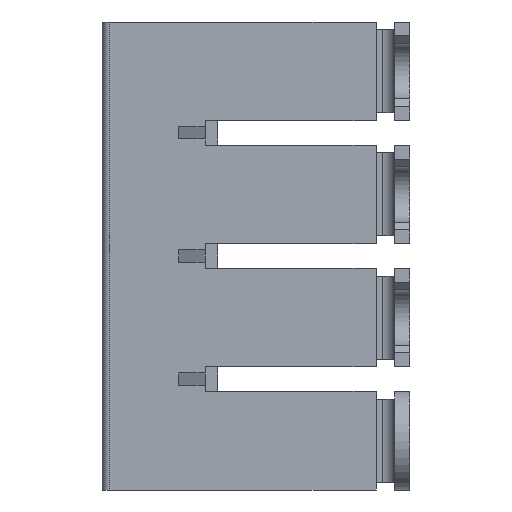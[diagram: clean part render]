
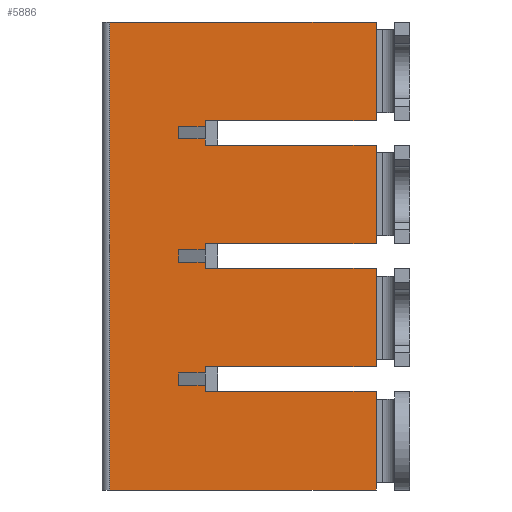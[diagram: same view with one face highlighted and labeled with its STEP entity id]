
A CAD part, left-side view. The second image highlights one B-rep face of the part: STEP entity #5886.
In plain terms, the highlighted face is planar.
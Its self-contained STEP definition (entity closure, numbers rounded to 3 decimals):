
#3955=DIRECTION('',(0.,0.,-1.));
#3956=VECTOR('',#3955,10.3);
#3957=CARTESIAN_POINT('',(3.2,-1.8,11.5));
#3958=LINE('',#3957,#3956);
#3969=DIRECTION('',(0.,0.,-1.));
#3970=VECTOR('',#3969,1.732);
#3971=CARTESIAN_POINT('',(4.4,-1.8,14.032));
#3972=LINE('',#3971,#3970);
#3976=DIRECTION('',(1.,0.,0.));
#3977=VECTOR('',#3976,6.4);
#3978=CARTESIAN_POINT('',(-3.2,-1.8,1.2));
#3979=LINE('',#3978,#3977);
#3983=DIRECTION('',(0.,0.,-1.));
#3984=VECTOR('',#3983,10.3);
#3985=CARTESIAN_POINT('',(-3.2,-1.8,11.5));
#3986=LINE('',#3985,#3984);
#3990=DIRECTION('',(0.,0.,-1.));
#3991=VECTOR('',#3990,0.8);
#3992=CARTESIAN_POINT('',(-3.2,-1.8,12.3));
#3993=LINE('',#3992,#3991);
#3997=DIRECTION('',(0.,0.,-1.));
#3998=VECTOR('',#3997,1.732);
#3999=CARTESIAN_POINT('',(-3.6,-1.8,14.032));
#4000=LINE('',#3999,#3998);
#4004=DIRECTION('',(0.,0.,1.));
#4005=VECTOR('',#4004,10.3);
#4006=CARTESIAN_POINT('',(-4.8,-1.8,1.2));
#4007=LINE('',#4006,#4005);
#4011=DIRECTION('',(0.,0.,-1.));
#4012=VECTOR('',#4011,17.3);
#4013=CARTESIAN_POINT('',(-11.2,-1.8,18.5));
#4014=LINE('',#4013,#4012);
#4018=DIRECTION('',(0.,0.,1.));
#4019=VECTOR('',#4018,17.3);
#4020=CARTESIAN_POINT('',(19.2,-1.8,1.2));
#4021=LINE('',#4020,#4019);
#4025=DIRECTION('',(0.,0.,-1.));
#4026=VECTOR('',#4025,1.732);
#4027=CARTESIAN_POINT('',(12.4,-1.8,14.032));
#4028=LINE('',#4027,#4026);
#4032=DIRECTION('',(0.,0.,1.));
#4033=VECTOR('',#4032,0.8);
#4034=CARTESIAN_POINT('',(11.2,-1.8,11.5));
#4035=LINE('',#4034,#4033);
#4039=DIRECTION('',(1.,0.,0.));
#4040=VECTOR('',#4039,6.4);
#4041=CARTESIAN_POINT('',(4.8,-1.8,1.2));
#4042=LINE('',#4041,#4040);
#4060=DIRECTION('',(0.,0.,1.));
#4061=VECTOR('',#4060,10.3);
#4062=CARTESIAN_POINT('',(4.8,-1.8,1.2));
#4063=LINE('',#4062,#4061);
#4284=DIRECTION('',(0.,0.,1.));
#4285=VECTOR('',#4284,0.8);
#4286=CARTESIAN_POINT('',(4.8,-1.8,11.5));
#4287=LINE('',#4286,#4285);
#4340=DIRECTION('',(0.,0.,-1.));
#4341=VECTOR('',#4340,0.8);
#4342=CARTESIAN_POINT('',(3.2,-1.8,12.3));
#4343=LINE('',#4342,#4341);
#4354=DIRECTION('',(-1.,0.,0.));
#4355=VECTOR('',#4354,0.4);
#4356=CARTESIAN_POINT('',(3.6,-1.8,12.3));
#4357=LINE('',#4356,#4355);
#4368=DIRECTION('',(0.,0.,-1.));
#4369=VECTOR('',#4368,1.732);
#4370=CARTESIAN_POINT('',(3.6,-1.8,14.032));
#4371=LINE('',#4370,#4369);
#4382=DIRECTION('',(-1.,0.,0.));
#4383=VECTOR('',#4382,0.8);
#4384=CARTESIAN_POINT('',(4.4,-1.8,14.032));
#4385=LINE('',#4384,#4383);
#4403=DIRECTION('',(-1.,0.,0.));
#4404=VECTOR('',#4403,0.4);
#4405=CARTESIAN_POINT('',(4.8,-1.8,12.3));
#4406=LINE('',#4405,#4404);
#4480=DIRECTION('',(0.,0.,-1.));
#4481=VECTOR('',#4480,10.3);
#4482=CARTESIAN_POINT('',(11.2,-1.8,11.5));
#4483=LINE('',#4482,#4481);
#4508=DIRECTION('',(0.,0.,1.));
#4509=VECTOR('',#4508,0.8);
#4510=CARTESIAN_POINT('',(12.8,-1.8,11.5));
#4511=LINE('',#4510,#4509);
#4571=DIRECTION('',(-1.,0.,0.));
#4572=VECTOR('',#4571,0.4);
#4573=CARTESIAN_POINT('',(11.6,-1.8,12.3));
#4574=LINE('',#4573,#4572);
#4585=DIRECTION('',(0.,0.,-1.));
#4586=VECTOR('',#4585,1.732);
#4587=CARTESIAN_POINT('',(11.6,-1.8,14.032));
#4588=LINE('',#4587,#4586);
#4599=DIRECTION('',(-1.,0.,0.));
#4600=VECTOR('',#4599,0.8);
#4601=CARTESIAN_POINT('',(12.4,-1.8,14.032));
#4602=LINE('',#4601,#4600);
#4620=DIRECTION('',(-1.,0.,0.));
#4621=VECTOR('',#4620,0.4);
#4622=CARTESIAN_POINT('',(12.8,-1.8,12.3));
#4623=LINE('',#4622,#4621);
#4648=DIRECTION('',(0.,0.,1.));
#4649=VECTOR('',#4648,10.3);
#4650=CARTESIAN_POINT('',(12.8,-1.8,1.2));
#4651=LINE('',#4650,#4649);
#4662=DIRECTION('',(-1.,0.,0.));
#4663=VECTOR('',#4662,6.4);
#4664=CARTESIAN_POINT('',(19.2,-1.8,1.2));
#4665=LINE('',#4664,#4663);
#4741=DIRECTION('',(1.,0.,0.));
#4742=VECTOR('',#4741,30.4);
#4743=CARTESIAN_POINT('',(-11.2,-1.8,18.5));
#4744=LINE('',#4743,#4742);
#4785=DIRECTION('',(-1.,0.,0.));
#4786=VECTOR('',#4785,6.4);
#4787=CARTESIAN_POINT('',(-4.8,-1.8,1.2));
#4788=LINE('',#4787,#4786);
#4904=DIRECTION('',(0.,0.,-1.));
#4905=VECTOR('',#4904,0.8);
#4906=CARTESIAN_POINT('',(-4.8,-1.8,12.3));
#4907=LINE('',#4906,#4905);
#4918=DIRECTION('',(-1.,0.,0.));
#4919=VECTOR('',#4918,0.4);
#4920=CARTESIAN_POINT('',(-4.4,-1.8,12.3));
#4921=LINE('',#4920,#4919);
#4932=DIRECTION('',(0.,0.,-1.));
#4933=VECTOR('',#4932,1.732);
#4934=CARTESIAN_POINT('',(-4.4,-1.8,14.032));
#4935=LINE('',#4934,#4933);
#4946=DIRECTION('',(-1.,0.,0.));
#4947=VECTOR('',#4946,0.8);
#4948=CARTESIAN_POINT('',(-3.6,-1.8,14.032));
#4949=LINE('',#4948,#4947);
#4967=DIRECTION('',(-1.,0.,0.));
#4968=VECTOR('',#4967,0.4);
#4969=CARTESIAN_POINT('',(-3.2,-1.8,12.3));
#4970=LINE('',#4969,#4968);
#5479=CARTESIAN_POINT('',(19.2,-1.8,18.5));
#5481=VERTEX_POINT('',#5479);
#5482=CARTESIAN_POINT('',(-11.2,-1.8,18.5));
#5483=VERTEX_POINT('',#5482);
#5486=CARTESIAN_POINT('',(3.2,-1.8,11.5));
#5487=CARTESIAN_POINT('',(3.2,-1.8,1.2));
#5488=VERTEX_POINT('',#5486);
#5489=VERTEX_POINT('',#5487);
#5509=CARTESIAN_POINT('',(4.8,-1.8,11.5));
#5511=VERTEX_POINT('',#5509);
#5514=CARTESIAN_POINT('',(4.8,-1.8,12.3));
#5515=VERTEX_POINT('',#5514);
#5516=CARTESIAN_POINT('',(3.6,-1.8,14.032));
#5517=CARTESIAN_POINT('',(3.6,-1.8,12.3));
#5518=VERTEX_POINT('',#5516);
#5519=VERTEX_POINT('',#5517);
#5538=CARTESIAN_POINT('',(4.4,-1.8,12.3));
#5539=VERTEX_POINT('',#5538);
#5540=CARTESIAN_POINT('',(4.4,-1.8,14.032));
#5541=VERTEX_POINT('',#5540);
#5544=CARTESIAN_POINT('',(3.2,-1.8,12.3));
#5545=VERTEX_POINT('',#5544);
#5554=CARTESIAN_POINT('',(12.4,-1.8,14.032));
#5556=VERTEX_POINT('',#5554);
#5560=CARTESIAN_POINT('',(11.6,-1.8,14.032));
#5561=VERTEX_POINT('',#5560);
#5562=CARTESIAN_POINT('',(12.4,-1.8,12.3));
#5563=VERTEX_POINT('',#5562);
#5564=CARTESIAN_POINT('',(11.6,-1.8,12.3));
#5565=VERTEX_POINT('',#5564);
#5574=CARTESIAN_POINT('',(4.8,-1.8,1.2));
#5575=VERTEX_POINT('',#5574);
#5578=CARTESIAN_POINT('',(11.2,-1.8,1.2));
#5579=VERTEX_POINT('',#5578);
#5622=CARTESIAN_POINT('',(-3.2,-1.8,1.2));
#5623=VERTEX_POINT('',#5622);
#5624=CARTESIAN_POINT('',(-3.2,-1.8,11.5));
#5625=VERTEX_POINT('',#5624);
#5626=CARTESIAN_POINT('',(-3.2,-1.8,12.3));
#5627=VERTEX_POINT('',#5626);
#5628=CARTESIAN_POINT('',(-3.6,-1.8,12.3));
#5629=VERTEX_POINT('',#5628);
#5630=CARTESIAN_POINT('',(-3.6,-1.8,14.032));
#5631=VERTEX_POINT('',#5630);
#5632=CARTESIAN_POINT('',(-4.4,-1.8,14.032));
#5633=VERTEX_POINT('',#5632);
#5634=CARTESIAN_POINT('',(-4.4,-1.8,12.3));
#5635=VERTEX_POINT('',#5634);
#5636=CARTESIAN_POINT('',(-4.8,-1.8,12.3));
#5637=VERTEX_POINT('',#5636);
#5638=CARTESIAN_POINT('',(-4.8,-1.8,11.5));
#5639=VERTEX_POINT('',#5638);
#5640=CARTESIAN_POINT('',(-4.8,-1.8,1.2));
#5641=VERTEX_POINT('',#5640);
#5642=CARTESIAN_POINT('',(-11.2,-1.8,1.2));
#5643=VERTEX_POINT('',#5642);
#5644=CARTESIAN_POINT('',(19.2,-1.8,1.2));
#5645=VERTEX_POINT('',#5644);
#5646=CARTESIAN_POINT('',(12.8,-1.8,1.2));
#5647=VERTEX_POINT('',#5646);
#5648=CARTESIAN_POINT('',(12.8,-1.8,11.5));
#5649=VERTEX_POINT('',#5648);
#5650=CARTESIAN_POINT('',(12.8,-1.8,12.3));
#5651=VERTEX_POINT('',#5650);
#5652=CARTESIAN_POINT('',(11.2,-1.8,12.3));
#5653=VERTEX_POINT('',#5652);
#5654=CARTESIAN_POINT('',(11.2,-1.8,11.5));
#5655=VERTEX_POINT('',#5654);
#5813=CARTESIAN_POINT('',(-19.2,-1.8,19.));
#5814=DIRECTION('',(0.,-1.,0.));
#5815=DIRECTION('',(-1.,0.,0.));
#5816=AXIS2_PLACEMENT_3D('',#5813,#5814,#5815);
#5817=PLANE('',#5816);
#5819=ORIENTED_EDGE('',*,*,#5818,.T.);
#5821=ORIENTED_EDGE('',*,*,#5820,.T.);
#5823=ORIENTED_EDGE('',*,*,#5822,.T.);
#5825=ORIENTED_EDGE('',*,*,#5824,.F.);
#5827=ORIENTED_EDGE('',*,*,#5826,.T.);
#5829=ORIENTED_EDGE('',*,*,#5828,.T.);
#5831=ORIENTED_EDGE('',*,*,#5830,.T.);
#5833=ORIENTED_EDGE('',*,*,#5832,.T.);
#5834=ORIENTED_EDGE('',*,*,#5797,.T.);
#5835=ORIENTED_EDGE('',*,*,#5769,.F.);
#5837=ORIENTED_EDGE('',*,*,#5836,.F.);
#5839=ORIENTED_EDGE('',*,*,#5838,.F.);
#5841=ORIENTED_EDGE('',*,*,#5840,.T.);
#5843=ORIENTED_EDGE('',*,*,#5842,.F.);
#5845=ORIENTED_EDGE('',*,*,#5844,.T.);
#5847=ORIENTED_EDGE('',*,*,#5846,.T.);
#5849=ORIENTED_EDGE('',*,*,#5848,.T.);
#5851=ORIENTED_EDGE('',*,*,#5850,.T.);
#5853=ORIENTED_EDGE('',*,*,#5852,.F.);
#5855=ORIENTED_EDGE('',*,*,#5854,.T.);
#5857=ORIENTED_EDGE('',*,*,#5856,.F.);
#5859=ORIENTED_EDGE('',*,*,#5858,.T.);
#5861=ORIENTED_EDGE('',*,*,#5860,.F.);
#5863=ORIENTED_EDGE('',*,*,#5862,.T.);
#5865=ORIENTED_EDGE('',*,*,#5864,.T.);
#5867=ORIENTED_EDGE('',*,*,#5866,.T.);
#5869=ORIENTED_EDGE('',*,*,#5868,.T.);
#5871=ORIENTED_EDGE('',*,*,#5870,.F.);
#5873=ORIENTED_EDGE('',*,*,#5872,.T.);
#5875=ORIENTED_EDGE('',*,*,#5874,.T.);
#5877=ORIENTED_EDGE('',*,*,#5876,.T.);
#5879=ORIENTED_EDGE('',*,*,#5878,.F.);
#5881=ORIENTED_EDGE('',*,*,#5880,.T.);
#5883=ORIENTED_EDGE('',*,*,#5882,.F.);
#5884=EDGE_LOOP('',(#5819,#5821,#5823,#5825,#5827,#5829,#5831,#5833,#5834,#5835,
#5837,#5839,#5841,#5843,#5845,#5847,#5849,#5851,#5853,#5855,#5857,#5859,#5861,
#5863,#5865,#5867,#5869,#5871,#5873,#5875,#5877,#5879,#5881,#5883));
#5885=FACE_OUTER_BOUND('',#5884,.F.);
#5769=EDGE_CURVE('',#5623,#5489,#3979,.T.);
#5797=EDGE_CURVE('',#5488,#5489,#3958,.T.);
#5818=EDGE_CURVE('',#5575,#5511,#4063,.T.);
#5820=EDGE_CURVE('',#5511,#5515,#4287,.T.);
#5822=EDGE_CURVE('',#5515,#5539,#4406,.T.);
#5824=EDGE_CURVE('',#5541,#5539,#3972,.T.);
#5826=EDGE_CURVE('',#5541,#5518,#4385,.T.);
#5828=EDGE_CURVE('',#5518,#5519,#4371,.T.);
#5830=EDGE_CURVE('',#5519,#5545,#4357,.T.);
#5832=EDGE_CURVE('',#5545,#5488,#4343,.T.);
#5836=EDGE_CURVE('',#5625,#5623,#3986,.T.);
#5838=EDGE_CURVE('',#5627,#5625,#3993,.T.);
#5840=EDGE_CURVE('',#5627,#5629,#4970,.T.);
#5842=EDGE_CURVE('',#5631,#5629,#4000,.T.);
#5844=EDGE_CURVE('',#5631,#5633,#4949,.T.);
#5846=EDGE_CURVE('',#5633,#5635,#4935,.T.);
#5848=EDGE_CURVE('',#5635,#5637,#4921,.T.);
#5850=EDGE_CURVE('',#5637,#5639,#4907,.T.);
#5852=EDGE_CURVE('',#5641,#5639,#4007,.T.);
#5854=EDGE_CURVE('',#5641,#5643,#4788,.T.);
#5856=EDGE_CURVE('',#5483,#5643,#4014,.T.);
#5858=EDGE_CURVE('',#5483,#5481,#4744,.T.);
#5860=EDGE_CURVE('',#5645,#5481,#4021,.T.);
#5862=EDGE_CURVE('',#5645,#5647,#4665,.T.);
#5864=EDGE_CURVE('',#5647,#5649,#4651,.T.);
#5866=EDGE_CURVE('',#5649,#5651,#4511,.T.);
#5868=EDGE_CURVE('',#5651,#5563,#4623,.T.);
#5870=EDGE_CURVE('',#5556,#5563,#4028,.T.);
#5872=EDGE_CURVE('',#5556,#5561,#4602,.T.);
#5874=EDGE_CURVE('',#5561,#5565,#4588,.T.);
#5876=EDGE_CURVE('',#5565,#5653,#4574,.T.);
#5878=EDGE_CURVE('',#5655,#5653,#4035,.T.);
#5880=EDGE_CURVE('',#5655,#5579,#4483,.T.);
#5882=EDGE_CURVE('',#5575,#5579,#4042,.T.);
#5886=ADVANCED_FACE('',(#5885),#5817,.T.);
